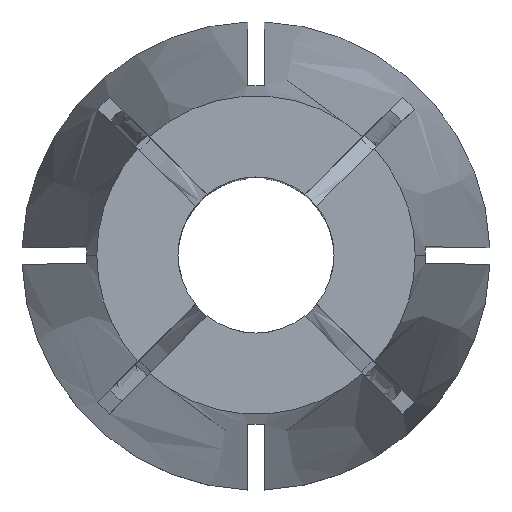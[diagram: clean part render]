
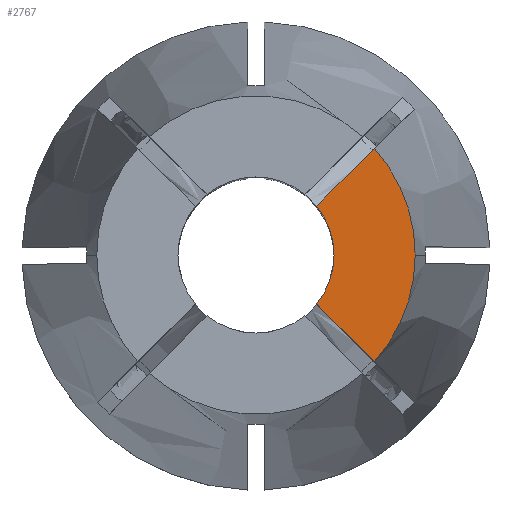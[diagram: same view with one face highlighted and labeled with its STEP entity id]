
A CAD part, top view. The second image highlights one B-rep face of the part: STEP entity #2767.
In plain terms, the highlighted planar face has unit normal (0, 0, 1).
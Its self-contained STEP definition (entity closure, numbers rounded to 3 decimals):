
#31 = ORIENTED_EDGE ( 'NONE', *, *, #1681, .T. ) ;
#36 = EDGE_CURVE ( 'NONE', #2382, #2228, #1088, .T. ) ;
#65 = CARTESIAN_POINT ( 'NONE',  ( 0., 0., 0. ) ) ;
#86 = CARTESIAN_POINT ( 'NONE',  ( 2.726, -2.195, 0. ) ) ;
#151 = CARTESIAN_POINT ( 'NONE',  ( 0., 0., 0. ) ) ;
#234 = LINE ( 'NONE', #2388, #1302 ) ;
#256 = VERTEX_POINT ( 'NONE', #86 ) ;
#258 = AXIS2_PLACEMENT_3D ( 'NONE', #65, #2659, #1995 ) ;
#270 = CARTESIAN_POINT ( 'NONE',  ( 0., 0., 0. ) ) ;
#295 = CARTESIAN_POINT ( 'NONE',  ( 3.5, 0., 0. ) ) ;
#315 = AXIS2_PLACEMENT_3D ( 'NONE', #151, #1423, #2716 ) ;
#387 = EDGE_CURVE ( 'NONE', #1595, #2126, #922, .T. ) ;
#610 = EDGE_CURVE ( 'NONE', #256, #1595, #2777, .T. ) ;
#626 = EDGE_CURVE ( 'NONE', #1908, #256, #1083, .T. ) ;
#922 = CIRCLE ( 'NONE', #315, 3.5 ) ;
#1025 = CARTESIAN_POINT ( 'NONE',  ( 0., 0., 0. ) ) ;
#1083 = LINE ( 'NONE', #1384, #1541 ) ;
#1088 = CIRCLE ( 'NONE', #1806, 7.141 ) ;
#1102 = CARTESIAN_POINT ( 'NONE',  ( 0., 0., 0. ) ) ;
#1145 = FACE_OUTER_BOUND ( 'NONE', #1768, .T. ) ;
#1170 = ORIENTED_EDGE ( 'NONE', *, *, #387, .F. ) ;
#1205 = AXIS2_PLACEMENT_3D ( 'NONE', #1102, #1947, #1958 ) ;
#1302 = VECTOR ( 'NONE', #2560, 1000. ) ;
#1373 = CIRCLE ( 'NONE', #1205, 7.141 ) ;
#1384 = CARTESIAN_POINT ( 'NONE',  ( 0.265, 0.265, 0. ) ) ;
#1415 = ORIENTED_EDGE ( 'NONE', *, *, #36, .T. ) ;
#1423 = DIRECTION ( 'NONE',  ( 0., 0., 1. ) ) ;
#1525 = DIRECTION ( 'NONE',  ( 0., 0., 1. ) ) ;
#1531 = DIRECTION ( 'NONE',  ( -0.707, 0.707, 0. ) ) ;
#1541 = VECTOR ( 'NONE', #1531, 1000. ) ;
#1595 = VERTEX_POINT ( 'NONE', #295 ) ;
#1681 = EDGE_CURVE ( 'NONE', #1908, #2382, #1373, .T. ) ;
#1768 = EDGE_LOOP ( 'NONE', ( #2298, #31, #1415, #2269, #1170, #2003 ) ) ;
#1806 = AXIS2_PLACEMENT_3D ( 'NONE', #270, #1525, #2556 ) ;
#1872 = DIRECTION ( 'NONE',  ( -1., 0., 0. ) ) ;
#1908 = VERTEX_POINT ( 'NONE', #2022 ) ;
#1947 = DIRECTION ( 'NONE',  ( 0., 0., 1. ) ) ;
#1958 = DIRECTION ( 'NONE',  ( 1., 0., 0. ) ) ;
#1995 = DIRECTION ( 'NONE',  ( 1., 0., 0. ) ) ;
#2003 = ORIENTED_EDGE ( 'NONE', *, *, #610, .F. ) ;
#2022 = CARTESIAN_POINT ( 'NONE',  ( 5.308, -4.778, 0. ) ) ;
#2050 = CARTESIAN_POINT ( 'NONE',  ( 7.141, 0., 0. ) ) ;
#2066 = DIRECTION ( 'NONE',  ( 0., 0., -1. ) ) ;
#2126 = VERTEX_POINT ( 'NONE', #2723 ) ;
#2228 = VERTEX_POINT ( 'NONE', #2293 ) ;
#2234 = EDGE_CURVE ( 'NONE', #2126, #2228, #234, .T. ) ;
#2269 = ORIENTED_EDGE ( 'NONE', *, *, #2234, .F. ) ;
#2293 = CARTESIAN_POINT ( 'NONE',  ( 5.308, 4.778, 0. ) ) ;
#2298 = ORIENTED_EDGE ( 'NONE', *, *, #626, .F. ) ;
#2382 = VERTEX_POINT ( 'NONE', #2050 ) ;
#2388 = CARTESIAN_POINT ( 'NONE',  ( 0.265, -0.265, 0. ) ) ;
#2556 = DIRECTION ( 'NONE',  ( 1., 0., 0. ) ) ;
#2560 = DIRECTION ( 'NONE',  ( 0.707, 0.707, 0. ) ) ;
#2623 = AXIS2_PLACEMENT_3D ( 'NONE', #1025, #2066, #1872 ) ;
#2659 = DIRECTION ( 'NONE',  ( 0., 0., 1. ) ) ;
#2716 = DIRECTION ( 'NONE',  ( 1., 0., 0. ) ) ;
#2722 = PLANE ( 'NONE',  #2623 ) ;
#2723 = CARTESIAN_POINT ( 'NONE',  ( 2.726, 2.195, 0. ) ) ;
#2767 = ADVANCED_FACE ( 'NONE', ( #1145 ), #2722, .F. ) ;
#2777 = CIRCLE ( 'NONE', #258, 3.5 ) ;
